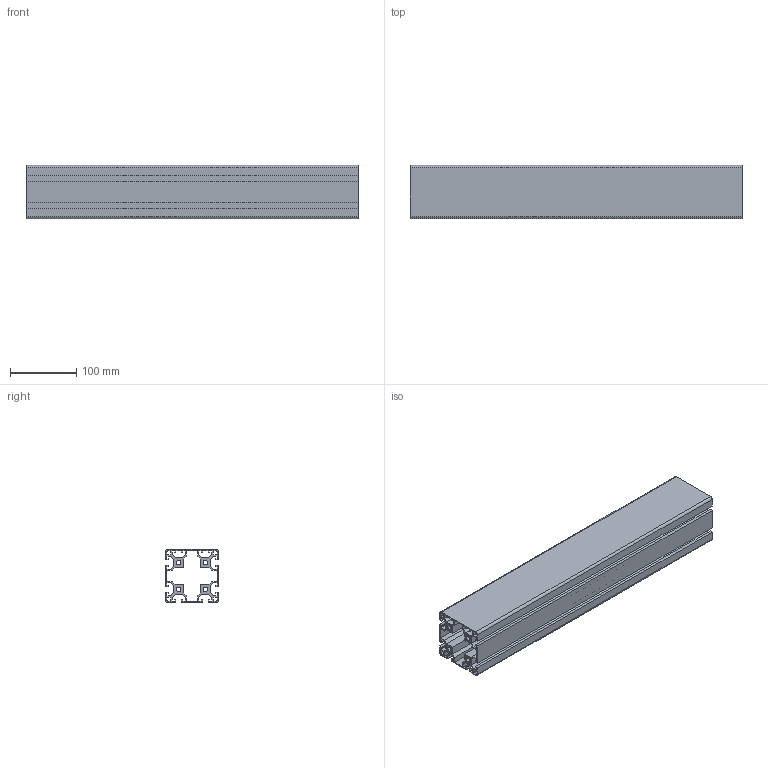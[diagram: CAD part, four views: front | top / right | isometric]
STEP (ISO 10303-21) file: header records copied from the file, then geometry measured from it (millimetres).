
FILE_DESCRIPTION (( 'STEP AP214' ), '1' );
FILE_NAME ('RP1185 8 80x80 Light 2N.STEP', '2026-02-13T07:25:13', ( '' ), ( '' ), 'SwSTEP 2.0', 'SolidWorks 2026', '' );
FILE_SCHEMA (( 'AUTOMOTIVE_DESIGN' ));
Length unit declared in the file: millimetre
Products named in the file (1): RP1185 8 80x80 Light 2N
Bounding box: 500 x 80 x 80 mm (x, y, z)
Volume: 829216.5 mm3; surface area: 618371.8 mm2
Topology: 1 solids, 1 shells, 190 faces, 564 edges, 376 vertices
Faces by surface type: plane 162, cylinder 28
Entity records: 6351 total; most frequent: CARTESIAN_POINT 1131, ORIENTED_EDGE 1128, DIRECTION 1002, EDGE_CURVE 564, LINE 508, VECTOR 508, VERTEX_POINT 376, AXIS2_PLACEMENT_3D 247
